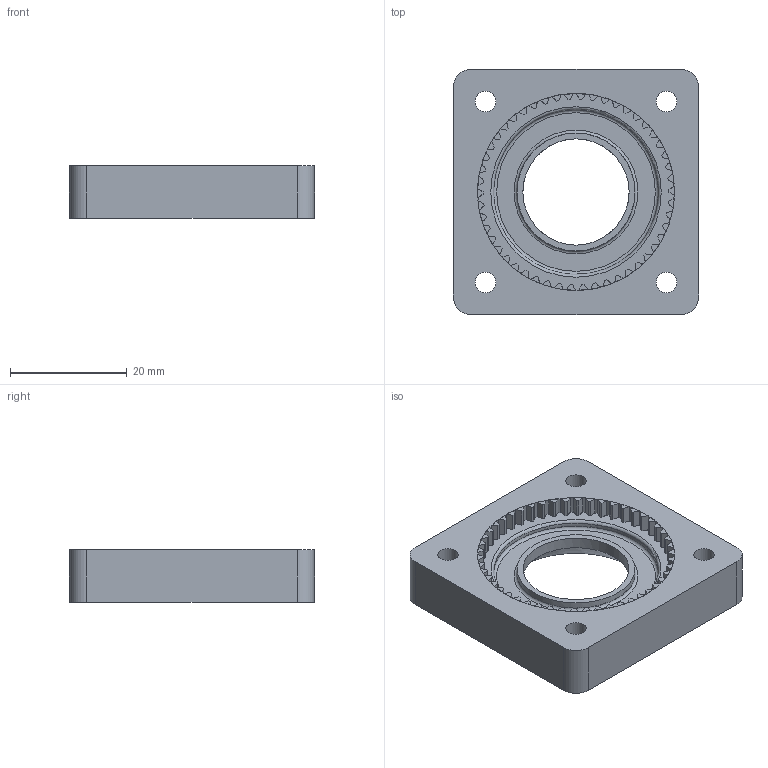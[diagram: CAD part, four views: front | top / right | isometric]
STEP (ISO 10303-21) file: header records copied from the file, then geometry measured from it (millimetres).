
FILE_DESCRIPTION(/* description */ (''),/* implementation_level */ '2;1');
FILE_NAME(/* name */ 'Base new 50t v3.step',/* time_stamp */ '2024-05-28T16:40:57+02:00',/* author */ (''),/* organization */ (''),/* preprocessor_version */ 'ST-DEVELOPER v20',/* originating_system */ 'Autodesk Translation Framework v13.14.0.145',/* authorisation */ '');
FILE_SCHEMA (('AUTOMOTIVE_DESIGN { 1 0 10303 214 3 1 1 }'));
Length unit declared in the file: millimetre
Products named in the file (1): Base new 50t
Bounding box: 42 x 42 x 9 mm (x, y, z)
Volume: 10380.2 mm3; surface area: 6128.7 mm2
Topology: 1 solids, 1 shells, 275 faces, 970 edges, 750 vertices
Faces by surface type: plane 209, cylinder 59, torus 4, cone 3
Full cylindrical faces by diameter (mm): 3.5 x4, 33.739 x1
Entity records: 11128 total; most frequent: CARTESIAN_POINT 2234, ORIENTED_EDGE 1940, DIRECTION 1809, EDGE_CURVE 970, VERTEX_POINT 750, AXIS2_PLACEMENT_3D 617, LINE 575, VECTOR 575
